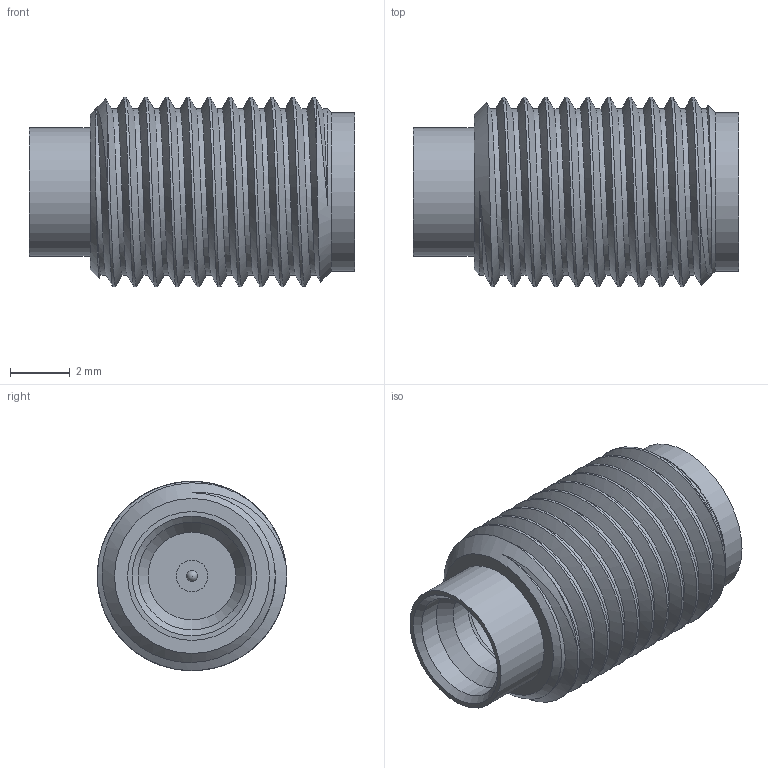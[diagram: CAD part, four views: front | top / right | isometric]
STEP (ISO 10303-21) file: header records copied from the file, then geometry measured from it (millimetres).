
FILE_DESCRIPTION (( 'STEP AP203' ), '1' );
FILE_NAME ('SM8820_3D.step', '2022-07-07T16:45:58', ( '' ), ( '' ), 'SwSTEP 2.0', 'SolidWorks 2021', '' );
FILE_SCHEMA (( 'CONFIG_CONTROL_DESIGN' ));
Length unit declared in the file: inch
Products named in the file (1): SM8820_3D
Bounding box: 10.92 x 6.35 x 6.35 mm (x, y, z)
Volume: 218.5 mm3; surface area: 397.8 mm2
Topology: 1 solids, 1 shells, 31 faces, 59 edges, 36 vertices
Faces by surface type: cylinder 12, plane 8, cone 7, bspline 3, sphere 1
Full cylindrical faces by diameter (mm): 0.381 x1, 0.914 x1, 1.059 x1, 1.168 x1, 2.946 x1, 3.175 x1, 3.607 x1, 4.007 x1, 4.318 x1, 4.572 x1, 5.334 x1
Entity records: 2936 total; most frequent: CARTESIAN_POINT 2336, DIRECTION 112, ORIENTED_EDGE 74, EDGE_LOOP 56, AXIS2_PLACEMENT_3D 56, FACE_OUTER_BOUND 42, EDGE_CURVE 37, VERTEX_POINT 33
